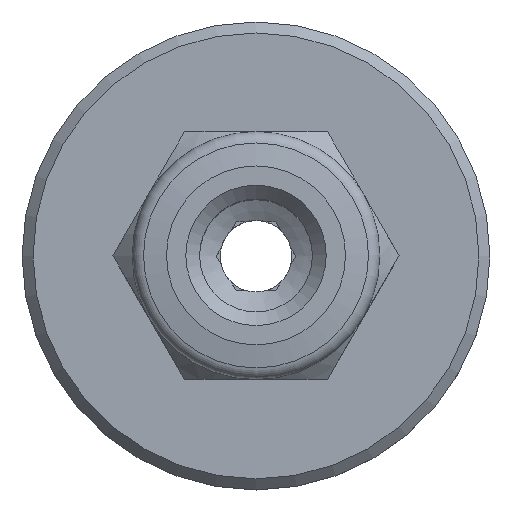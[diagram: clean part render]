
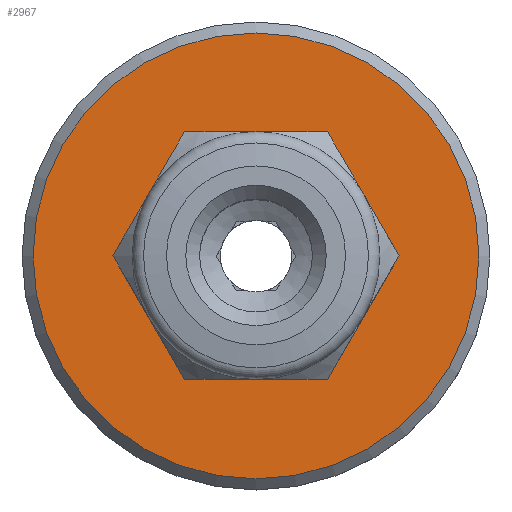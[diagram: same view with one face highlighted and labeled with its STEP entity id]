
A CAD part, top view. The second image highlights one B-rep face of the part: STEP entity #2967.
In plain terms, the highlighted face is planar.
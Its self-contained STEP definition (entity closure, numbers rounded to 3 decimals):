
#11=VECTOR('',#2299,1.);
#14=VECTOR('',#2308,1.);
#16=VECTOR('',#2316,1.);
#18=VECTOR('',#2322,1.);
#20=VECTOR('',#2334,1.);
#21=VECTOR('',#2345,1.);
#53=LINE('',#2618,#11);
#56=LINE('',#2627,#14);
#58=LINE('',#2634,#16);
#60=LINE('',#2640,#18);
#62=LINE('',#2649,#20);
#63=LINE('',#2655,#21);
#849=PLANE('',#2872);
#1004=ORIENTED_EDGE('',*,*,#1345,.T.);
#1005=ORIENTED_EDGE('',*,*,#1332,.F.);
#1006=ORIENTED_EDGE('',*,*,#1335,.F.);
#1007=ORIENTED_EDGE('',*,*,#1341,.F.);
#1008=ORIENTED_EDGE('',*,*,#1344,.F.);
#1009=ORIENTED_EDGE('',*,*,#1324,.F.);
#1010=ORIENTED_EDGE('',*,*,#1329,.F.);
#1165=CIRCLE('',#2873,8.1);
#1232=VERTEX_POINT('',#2615);
#1233=VERTEX_POINT('',#2617);
#1236=VERTEX_POINT('',#2625);
#1238=VERTEX_POINT('',#2632);
#1240=VERTEX_POINT('',#2638);
#1242=VERTEX_POINT('',#2647);
#1243=VERTEX_POINT('',#2658);
#1324=EDGE_CURVE('',#1232,#1233,#53,.T.);
#1329=EDGE_CURVE('',#1236,#1232,#56,.T.);
#1332=EDGE_CURVE('',#1238,#1236,#58,.T.);
#1335=EDGE_CURVE('',#1240,#1238,#60,.T.);
#1341=EDGE_CURVE('',#1242,#1240,#62,.T.);
#1344=EDGE_CURVE('',#1233,#1242,#63,.T.);
#1345=EDGE_CURVE('',#1243,#1243,#1165,.T.);
#1452=EDGE_LOOP('',(#1004));
#1453=EDGE_LOOP('',(#1005,#1006,#1007,#1008,#1009,#1010));
#1558=FACE_BOUND('',#1452,.T.);
#1559=FACE_BOUND('',#1453,.T.);
#2299=DIRECTION('',(-2.598,0.,4.5));
#2308=DIRECTION('',(-5.196,0.,0.));
#2316=DIRECTION('',(-2.598,0.,-4.5));
#2322=DIRECTION('',(2.598,0.,-4.5));
#2334=DIRECTION('',(5.196,0.,0.));
#2345=DIRECTION('',(2.598,0.,4.5));
#2348=DIRECTION('',(0.,1.,0.));
#2349=DIRECTION('',(1.,0.,0.));
#2350=DIRECTION('',(0.,1.,0.));
#2351=DIRECTION('',(0.,0.,-8.1));
#2615=CARTESIAN_POINT('',(106.518,25.19,-4.5));
#2617=CARTESIAN_POINT('',(103.92,25.19,0.));
#2618=CARTESIAN_POINT('',(106.518,25.19,-4.5));
#2625=CARTESIAN_POINT('',(111.715,25.19,-4.5));
#2627=CARTESIAN_POINT('',(111.715,25.19,-4.5));
#2632=CARTESIAN_POINT('',(114.313,25.19,0.));
#2634=CARTESIAN_POINT('',(114.313,25.19,0.));
#2638=CARTESIAN_POINT('',(111.715,25.19,4.5));
#2640=CARTESIAN_POINT('',(111.715,25.19,4.5));
#2647=CARTESIAN_POINT('',(106.518,25.19,4.5));
#2649=CARTESIAN_POINT('',(106.518,25.19,4.5));
#2655=CARTESIAN_POINT('',(103.92,25.19,0.));
#2657=CARTESIAN_POINT('',(117.217,25.19,0.));
#2658=CARTESIAN_POINT('',(109.117,25.19,-8.1));
#2659=CARTESIAN_POINT('',(109.117,25.19,0.));
#2872=AXIS2_PLACEMENT_3D('',#2657,#2348,#2349);
#2873=AXIS2_PLACEMENT_3D('',#2659,#2350,#2351);
#2967=ADVANCED_FACE('',(#1558,#1559),#849,.T.);
